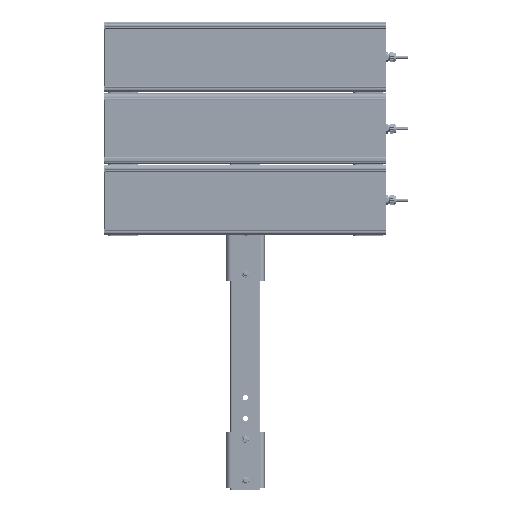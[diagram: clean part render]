
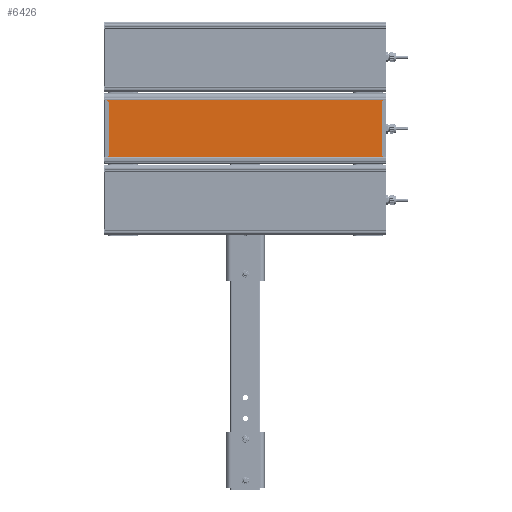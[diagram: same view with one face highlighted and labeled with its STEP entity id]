
A CAD part, front view. The second image highlights one B-rep face of the part: STEP entity #6426.
In plain terms, the highlighted face is planar.
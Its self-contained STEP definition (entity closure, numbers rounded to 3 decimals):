
#6426=ADVANCED_FACE('',(#16837),#16839,.T.);
#16837=FACE_BOUND('',#16838,.T.);
#16838=EDGE_LOOP('',(#50581,#50582,#50583,#50584));
#16839=PLANE('',#16840);
#16840=AXIS2_PLACEMENT_3D('',#16841,#16842,#16843);
#16841=CARTESIAN_POINT('',(2111.497,401.002,-34.582));
#16842=DIRECTION('',(0.,0.,-1.));
#16843=DIRECTION('',(0.,1.,0.));
#50581=ORIENTED_EDGE('',*,*,#59927,.F.);
#50582=ORIENTED_EDGE('',*,*,#59926,.T.);
#50583=ORIENTED_EDGE('',*,*,#59928,.F.);
#50584=ORIENTED_EDGE('',*,*,#59929,.F.);
#59926=EDGE_CURVE('',#66892,#66896,#66898,.T.);
#59927=EDGE_CURVE('',#66892,#66899,#66900,.T.);
#59928=EDGE_CURVE('',#66901,#66896,#66902,.T.);
#59929=EDGE_CURVE('',#66899,#66901,#66903,.T.);
#66892=VERTEX_POINT('',#87954);
#66896=VERTEX_POINT('',#87962);
#66898=LINE('',#87966,#87967);
#66899=VERTEX_POINT('',#87969);
#66900=LINE('',#87970,#87971);
#66901=VERTEX_POINT('',#87973);
#66902=LINE('',#87974,#87975);
#66903=LINE('',#87977,#87978);
#87954=CARTESIAN_POINT('',(2111.497,565.13,-34.582));
#87962=CARTESIAN_POINT('',(2857.497,565.13,-34.582));
#87966=CARTESIAN_POINT('',(2111.497,565.13,-34.582));
#87967=VECTOR('',#87968,1.);
#87968=DIRECTION('',(1.,0.,0.));
#87969=CARTESIAN_POINT('',(2111.497,401.002,-34.582));
#87970=CARTESIAN_POINT('',(2111.497,565.13,-34.582));
#87971=VECTOR('',#87972,1.);
#87972=DIRECTION('',(0.,-1.,0.));
#87973=CARTESIAN_POINT('',(2857.497,401.002,-34.582));
#87974=CARTESIAN_POINT('',(2857.497,401.002,-34.582));
#87975=VECTOR('',#87976,1.);
#87976=DIRECTION('',(0.,1.,0.));
#87977=CARTESIAN_POINT('',(2111.497,401.002,-34.582));
#87978=VECTOR('',#87979,1.);
#87979=DIRECTION('',(1.,0.,0.));
